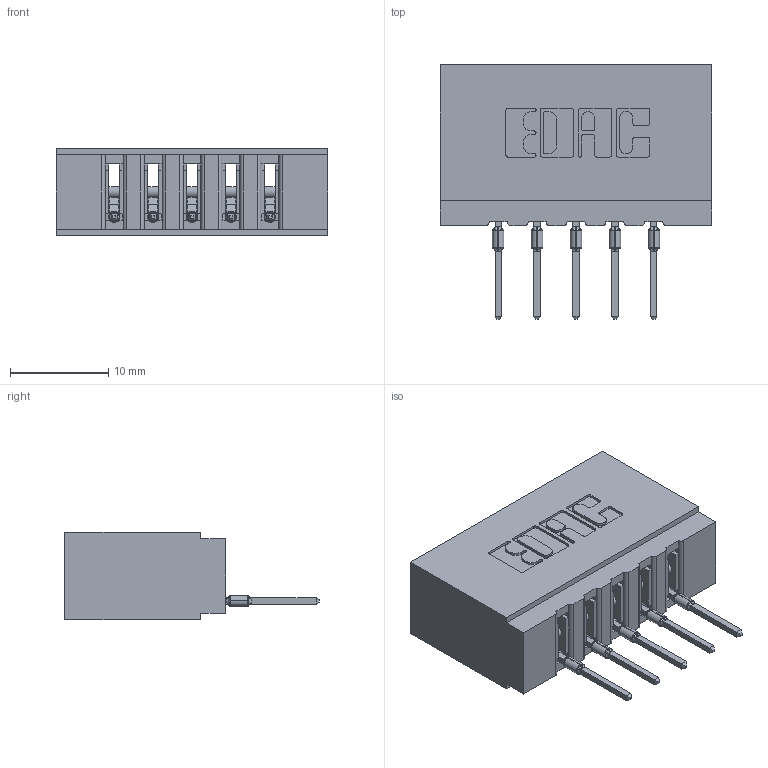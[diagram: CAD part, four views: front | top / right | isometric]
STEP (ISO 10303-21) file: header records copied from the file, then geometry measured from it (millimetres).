
FILE_DESCRIPTION (( 'STEP AP203' ), '1' );
FILE_NAME ('737-005-522-101.STEP', '2026-02-24T20:04:59', ( '' ), ( '' ), 'SwSTEP 2.0', 'SolidWorks 2023', '' );
FILE_SCHEMA (( 'CONFIG_CONTROL_DESIGN' ));
Length unit declared in the file: millimetre
Products named in the file (3): 737-005-522-101; 737 Part_Insulator Option - 01; 745-292-001_522
Assembly tree (6 placements, depth 2):
  737-005-522-101
    737 Part_Insulator Option - 01
    745-292-001_522  x5
Bounding box: 27.69 x 25.92 x 8.89 mm (x, y, z)
Volume: 2866.9 mm3; surface area: 3491.8 mm2
Topology: 6 solids, 6 shells, 659 faces, 1810 edges, 1150 vertices
Faces by surface type: plane 394, cylinder 135, bspline 100, torus 30
Entity records: 13441 total; most frequent: CARTESIAN_POINT 2870, ORIENTED_EDGE 2236, DIRECTION 1974, EDGE_CURVE 1118, VECTOR 906, LINE 906, VERTEX_POINT 718, AXIS2_PLACEMENT_3D 534
